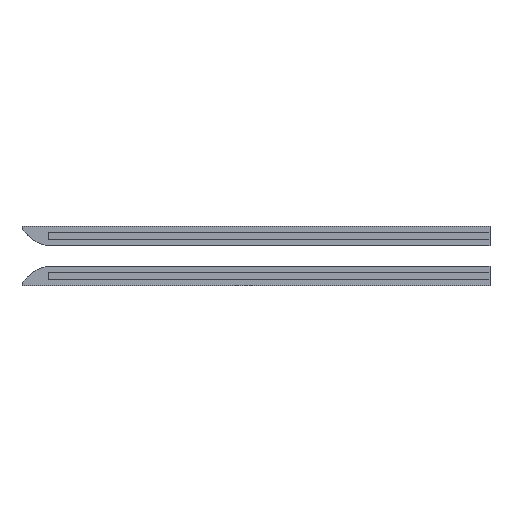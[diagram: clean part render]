
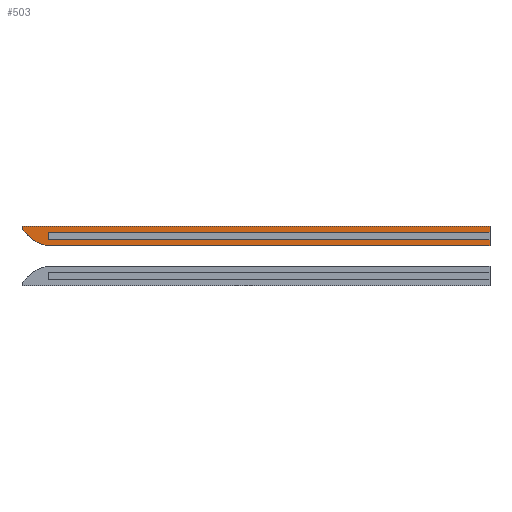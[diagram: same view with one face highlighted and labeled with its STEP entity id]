
A CAD part, top view. The second image highlights one B-rep face of the part: STEP entity #503.
In plain terms, the highlighted planar face has unit normal (0, 0, 1).
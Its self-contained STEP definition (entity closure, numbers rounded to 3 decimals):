
#8 = DIRECTION ( 'NONE',  ( 1., 0., 0. ) ) ;
#18 = VERTEX_POINT ( 'NONE', #81 ) ;
#35 = EDGE_CURVE ( 'NONE', #308, #50, #106, .T. ) ;
#50 = VERTEX_POINT ( 'NONE', #522 ) ;
#57 = ORIENTED_EDGE ( 'NONE', *, *, #527, .F. ) ;
#81 = CARTESIAN_POINT ( 'NONE',  ( 617.104, 35.581, 5. ) ) ;
#82 = ORIENTED_EDGE ( 'NONE', *, *, #391, .F. ) ;
#83 = CARTESIAN_POINT ( 'NONE',  ( 617.104, 44.581, 5. ) ) ;
#87 = CARTESIAN_POINT ( 'NONE',  ( -83.095, 35.767, 5. ) ) ;
#89 = EDGE_CURVE ( 'NONE', #165, #555, #318, .T. ) ;
#91 = DIRECTION ( 'NONE',  ( -1., 0., 0. ) ) ;
#95 = CARTESIAN_POINT ( 'NONE',  ( 617.104, 44.581, 5. ) ) ;
#101 = DIRECTION ( 'NONE',  ( 0., 0., -1. ) ) ;
#106 = B_SPLINE_CURVE_WITH_KNOTS ( 'NONE', 3,
 ( #465, #87, #626, #621 ),
 .UNSPECIFIED., .F., .F.,
 ( 4, 4 ),
 ( 0., 1. ),
 .UNSPECIFIED. ) ;
#122 = ORIENTED_EDGE ( 'NONE', *, *, #248, .F. ) ;
#132 = VERTEX_POINT ( 'NONE', #638 ) ;
#133 = DIRECTION ( 'NONE',  ( 0., -1., 0. ) ) ;
#137 = CARTESIAN_POINT ( 'NONE',  ( -82.896, 44.581, 5. ) ) ;
#143 = CARTESIAN_POINT ( 'NONE',  ( -42.619, 35.581, 5. ) ) ;
#144 = EDGE_CURVE ( 'NONE', #555, #132, #260, .T. ) ;
#148 = CARTESIAN_POINT ( 'NONE',  ( -42.619, 35.581, 5. ) ) ;
#152 = LINE ( 'NONE', #95, #513 ) ;
#160 = ORIENTED_EDGE ( 'NONE', *, *, #144, .F. ) ;
#165 = VERTEX_POINT ( 'NONE', #148 ) ;
#205 = LINE ( 'NONE', #359, #212 ) ;
#208 = ORIENTED_EDGE ( 'NONE', *, *, #89, .F. ) ;
#212 = VECTOR ( 'NONE', #401, 1000. ) ;
#217 = CARTESIAN_POINT ( 'NONE',  ( 617.104, 44.581, 5. ) ) ;
#220 = VERTEX_POINT ( 'NONE', #498 ) ;
#230 = CARTESIAN_POINT ( 'NONE',  ( -42.619, 35.581, 5. ) ) ;
#234 = DIRECTION ( 'NONE',  ( 0., -1., 0. ) ) ;
#248 = EDGE_CURVE ( 'NONE', #308, #322, #205, .T. ) ;
#260 = LINE ( 'NONE', #541, #346 ) ;
#287 = EDGE_CURVE ( 'NONE', #165, #18, #625, .T. ) ;
#306 = EDGE_LOOP ( 'NONE', ( #82, #160, #208, #458, #57, #122, #354, #319 ) ) ;
#308 = VERTEX_POINT ( 'NONE', #137 ) ;
#318 = LINE ( 'NONE', #143, #482 ) ;
#319 = ORIENTED_EDGE ( 'NONE', *, *, #324, .T. ) ;
#320 = LINE ( 'NONE', #371, #606 ) ;
#322 = VERTEX_POINT ( 'NONE', #217 ) ;
#324 = EDGE_CURVE ( 'NONE', #50, #220, #320, .T. ) ;
#327 = DIRECTION ( 'NONE',  ( 1., 0., 0. ) ) ;
#342 = CARTESIAN_POINT ( 'NONE',  ( -42.619, 24.089, 5. ) ) ;
#346 = VECTOR ( 'NONE', #8, 1000. ) ;
#354 = ORIENTED_EDGE ( 'NONE', *, *, #35, .T. ) ;
#359 = CARTESIAN_POINT ( 'NONE',  ( -82.896, 44.581, 5. ) ) ;
#370 = AXIS2_PLACEMENT_3D ( 'NONE', #540, #101, #91 ) ;
#371 = CARTESIAN_POINT ( 'NONE',  ( -42.893, 15.089, 5. ) ) ;
#391 = EDGE_CURVE ( 'NONE', #132, #220, #532, .T. ) ;
#401 = DIRECTION ( 'NONE',  ( 1., 0., 0. ) ) ;
#429 = VECTOR ( 'NONE', #133, 1000. ) ;
#432 = DIRECTION ( 'NONE',  ( 0., -1., 0. ) ) ;
#458 = ORIENTED_EDGE ( 'NONE', *, *, #287, .T. ) ;
#465 = CARTESIAN_POINT ( 'NONE',  ( -82.896, 44.581, 5. ) ) ;
#467 = DIRECTION ( 'NONE',  ( 1., 0., 0. ) ) ;
#482 = VECTOR ( 'NONE', #234, 1000. ) ;
#489 = PLANE ( 'NONE',  #370 ) ;
#498 = CARTESIAN_POINT ( 'NONE',  ( 617.104, 15.089, 5. ) ) ;
#503 = ADVANCED_FACE ( 'NONE', ( #537 ), #489, .F. ) ;
#513 = VECTOR ( 'NONE', #432, 1000. ) ;
#522 = CARTESIAN_POINT ( 'NONE',  ( -42.893, 15.089, 5. ) ) ;
#527 = EDGE_CURVE ( 'NONE', #322, #18, #152, .T. ) ;
#532 = LINE ( 'NONE', #83, #429 ) ;
#537 = FACE_OUTER_BOUND ( 'NONE', #306, .T. ) ;
#540 = CARTESIAN_POINT ( 'NONE',  ( -70.944, 27.528, 5. ) ) ;
#541 = CARTESIAN_POINT ( 'NONE',  ( -42.619, 24.089, 5. ) ) ;
#555 = VERTEX_POINT ( 'NONE', #342 ) ;
#588 = VECTOR ( 'NONE', #467, 1000. ) ;
#606 = VECTOR ( 'NONE', #327, 1000. ) ;
#621 = CARTESIAN_POINT ( 'NONE',  ( -42.893, 15.089, 5. ) ) ;
#625 = LINE ( 'NONE', #230, #588 ) ;
#626 = CARTESIAN_POINT ( 'NONE',  ( -64.158, 17.751, 5. ) ) ;
#638 = CARTESIAN_POINT ( 'NONE',  ( 617.104, 24.089, 5. ) ) ;
